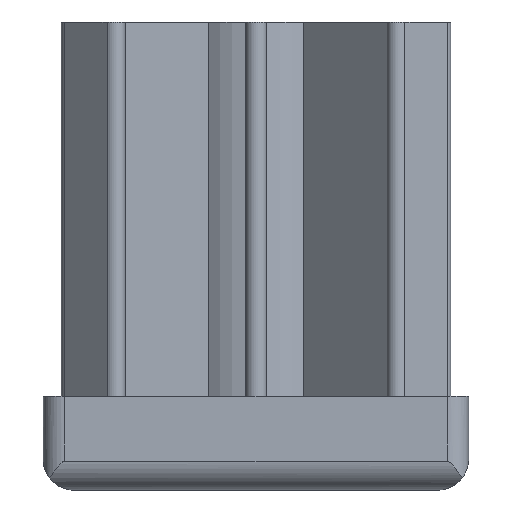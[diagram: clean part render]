
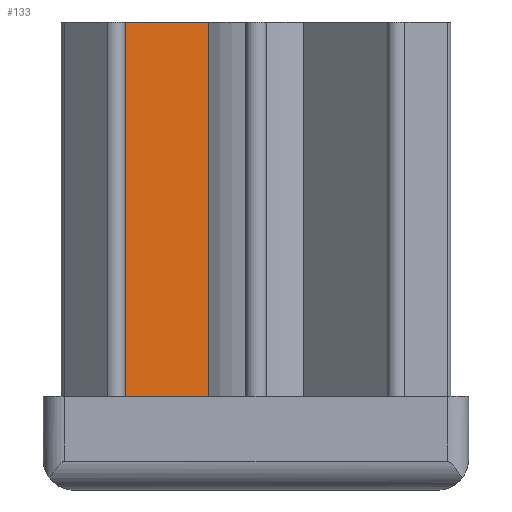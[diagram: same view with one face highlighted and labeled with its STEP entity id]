
A CAD part, front view. The second image highlights one B-rep face of the part: STEP entity #133.
In plain terms, the highlighted planar face has unit normal (0.707, -0.707, 0).
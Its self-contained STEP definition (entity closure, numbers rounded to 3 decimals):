
#133 = ADVANCED_FACE( '', ( #309 ), #310, .F. );
#309 = FACE_OUTER_BOUND( '', #524, .T. );
#310 = PLANE( '', #525 );
#524 = EDGE_LOOP( '', ( #886, #887, #888, #889 ) );
#525 = AXIS2_PLACEMENT_3D( '', #890, #891, #892 );
#886 = ORIENTED_EDGE( '', *, *, #1435, .T. );
#887 = ORIENTED_EDGE( '', *, *, #1392, .T. );
#888 = ORIENTED_EDGE( '', *, *, #1436, .F. );
#889 = ORIENTED_EDGE( '', *, *, #1437, .F. );
#890 = CARTESIAN_POINT( '', ( -17.348, -19.116, 55. ) );
#891 = DIRECTION( '', ( -0.707, 0.707, 0. ) );
#892 = DIRECTION( '', ( -0.707, -0.707, 0. ) );
#1392 = EDGE_CURVE( '', #1717, #1715, #1718, .T. );
#1435 = EDGE_CURVE( '', #1779, #1717, #1780, .T. );
#1436 = EDGE_CURVE( '', #1781, #1715, #1782, .T. );
#1437 = EDGE_CURVE( '', #1779, #1781, #1783, .T. );
#1715 = VERTEX_POINT( '', #2164 );
#1717 = VERTEX_POINT( '', #2166 );
#1718 = LINE( '', #2167, #2168 );
#1779 = VERTEX_POINT( '', #2321 );
#1780 = LINE( '', #2322, #2323 );
#1781 = VERTEX_POINT( '', #2324 );
#1782 = LINE( '', #2325, #2326 );
#1783 = LINE( '', #2327, #2328 );
#2164 = CARTESIAN_POINT( '', ( -5.597, -7.365, 11. ) );
#2166 = CARTESIAN_POINT( '', ( -17.348, -19.116, 11. ) );
#2167 = CARTESIAN_POINT( '', ( -17.348, -19.116, 11. ) );
#2168 = VECTOR( '', #2714, 1000. );
#2321 = CARTESIAN_POINT( '', ( -17.348, -19.116, 55. ) );
#2322 = CARTESIAN_POINT( '', ( -17.348, -19.116, 55. ) );
#2323 = VECTOR( '', #2755, 1000. );
#2324 = CARTESIAN_POINT( '', ( -5.597, -7.365, 55. ) );
#2325 = CARTESIAN_POINT( '', ( -5.597, -7.365, 55. ) );
#2326 = VECTOR( '', #2756, 1000. );
#2327 = CARTESIAN_POINT( '', ( -17.348, -19.116, 55. ) );
#2328 = VECTOR( '', #2757, 1000. );
#2714 = DIRECTION( '', ( 0.707, 0.707, 0. ) );
#2755 = DIRECTION( '', ( 0., 0., -1. ) );
#2756 = DIRECTION( '', ( 0., 0., -1. ) );
#2757 = DIRECTION( '', ( 0.707, 0.707, 0. ) );
